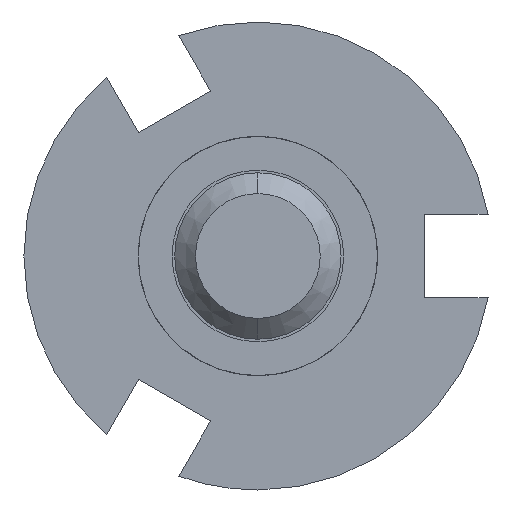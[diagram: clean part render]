
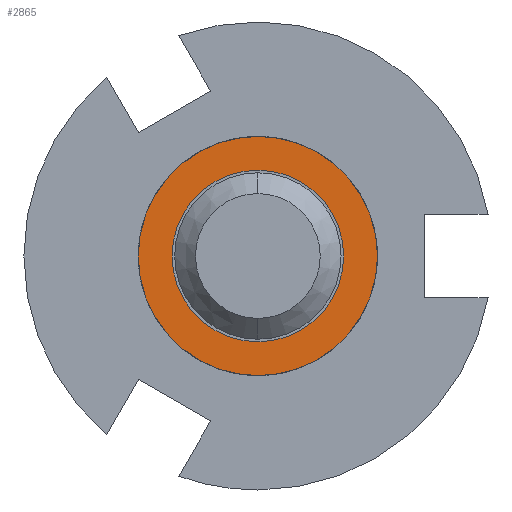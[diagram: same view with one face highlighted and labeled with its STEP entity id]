
A CAD part, front view. The second image highlights one B-rep face of the part: STEP entity #2865.
In plain terms, the highlighted planar face has unit normal (0, -1, 0).
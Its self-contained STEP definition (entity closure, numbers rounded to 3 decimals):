
#41 = EDGE_LOOP ( 'NONE', ( #1897, #3054 ) ) ;
#101 = EDGE_LOOP ( 'NONE', ( #1278, #3229 ) ) ;
#105 = CARTESIAN_POINT ( 'NONE',  ( 0.825, -1.5, 0. ) ) ;
#165 = DIRECTION ( 'NONE',  ( 0., 0., 1. ) ) ;
#264 = CARTESIAN_POINT ( 'NONE',  ( 0., -1.5, 0. ) ) ;
#594 = CARTESIAN_POINT ( 'NONE',  ( 0., -1.5, -1.15 ) ) ;
#655 = EDGE_CURVE ( 'Defeature ausgef�hrt4_13+Defeature ausgef�hrt4_17+Defeature ausgef�hrt4_17+Defeature ausgef�hrt4_17', #2077, #1962, #2959, .T. ) ;
#727 = DIRECTION ( 'NONE',  ( 0., 1., 0. ) ) ;
#759 = CIRCLE ( 'NONE', #914, 0.825 ) ;
#914 = AXIS2_PLACEMENT_3D ( 'NONE', #4221, #3146, #3134 ) ;
#1002 = AXIS2_PLACEMENT_3D ( 'NONE', #105, #3237, #3592 ) ;
#1159 = PLANE ( 'NONE',  #1002 ) ;
#1278 = ORIENTED_EDGE ( 'NONE', *, *, #1729, .T. ) ;
#1481 = CARTESIAN_POINT ( 'NONE',  ( 0., -1.5, -0.825 ) ) ;
#1729 = EDGE_CURVE ( 'Defeature ausgef�hrt4_17+Defeature ausgef�hrt4_16+Defeature ausgef�hrt4_16+Defeature ausgef�hrt4_16', #2088, #3458, #759, .T. ) ;
#1897 = ORIENTED_EDGE ( 'NONE', *, *, #3552, .F. ) ;
#1962 = VERTEX_POINT ( 'NONE', #2105 ) ;
#2045 = DIRECTION ( 'NONE',  ( 0., 1., 0. ) ) ;
#2077 = VERTEX_POINT ( 'NONE', #594 ) ;
#2088 = VERTEX_POINT ( 'NONE', #3460 ) ;
#2105 = CARTESIAN_POINT ( 'NONE',  ( 0., -1.5, 1.15 ) ) ;
#2115 = CIRCLE ( 'NONE', #4556, 1.15 ) ;
#2865 = ADVANCED_FACE ( 'Defeature ausgef�hrt4_17', ( #4497, #3057 ), #1159, .F. ) ;
#2959 = CIRCLE ( 'NONE', #3886, 1.15 ) ;
#3054 = ORIENTED_EDGE ( 'NONE', *, *, #655, .F. ) ;
#3057 = FACE_BOUND ( 'NONE', #101, .T. ) ;
#3134 = DIRECTION ( 'NONE',  ( 0., 0., 1. ) ) ;
#3146 = DIRECTION ( 'NONE',  ( 0., 1., 0. ) ) ;
#3229 = ORIENTED_EDGE ( 'NONE', *, *, #3255, .T. ) ;
#3237 = DIRECTION ( 'NONE',  ( 0., 1., 0. ) ) ;
#3255 = EDGE_CURVE ( 'Defeature ausgef�hrt4_17+Defeature ausgef�hrt4_16+Defeature ausgef�hrt4_16+Defeature ausgef�hrt4_16', #3458, #2088, #3322, .T. ) ;
#3260 = DIRECTION ( 'NONE',  ( 0., 0., 1. ) ) ;
#3322 = CIRCLE ( 'NONE', #3924, 0.825 ) ;
#3362 = CARTESIAN_POINT ( 'NONE',  ( 0., -1.5, 0. ) ) ;
#3441 = DIRECTION ( 'NONE',  ( 0., 0., 1. ) ) ;
#3458 = VERTEX_POINT ( 'NONE', #1481 ) ;
#3460 = CARTESIAN_POINT ( 'NONE',  ( 0., -1.5, 0.825 ) ) ;
#3552 = EDGE_CURVE ( 'Defeature ausgef�hrt4_13+Defeature ausgef�hrt4_17+Defeature ausgef�hrt4_17+Defeature ausgef�hrt4_17', #1962, #2077, #2115, .T. ) ;
#3592 = DIRECTION ( 'NONE',  ( 0., 0., 1. ) ) ;
#3886 = AXIS2_PLACEMENT_3D ( 'NONE', #3362, #4076, #165 ) ;
#3924 = AXIS2_PLACEMENT_3D ( 'NONE', #264, #2045, #3441 ) ;
#4076 = DIRECTION ( 'NONE',  ( 0., 1., 0. ) ) ;
#4221 = CARTESIAN_POINT ( 'NONE',  ( 0., -1.5, 0. ) ) ;
#4320 = CARTESIAN_POINT ( 'NONE',  ( 0., -1.5, 0. ) ) ;
#4497 = FACE_OUTER_BOUND ( 'NONE', #41, .T. ) ;
#4556 = AXIS2_PLACEMENT_3D ( 'NONE', #4320, #727, #3260 ) ;
